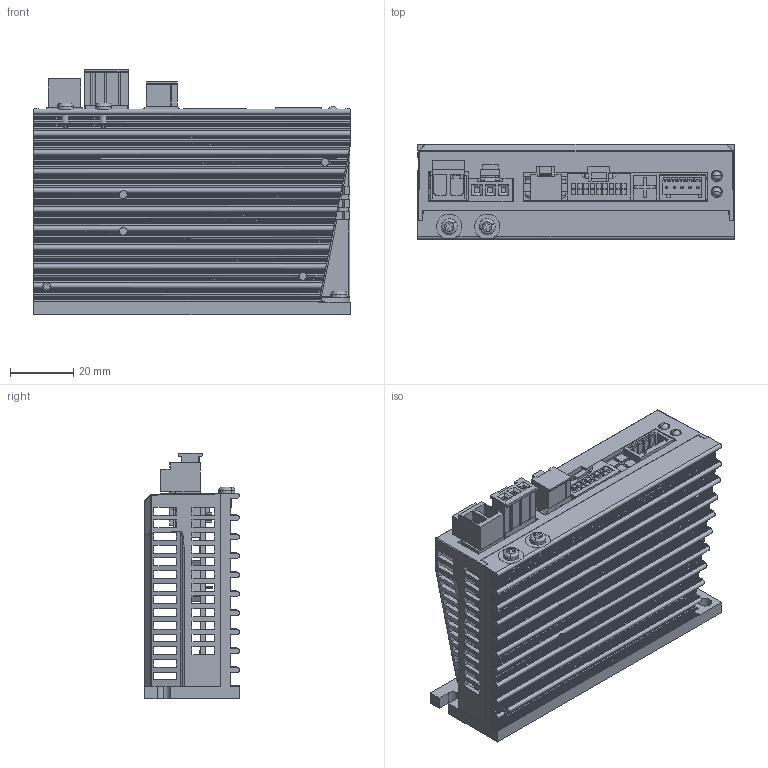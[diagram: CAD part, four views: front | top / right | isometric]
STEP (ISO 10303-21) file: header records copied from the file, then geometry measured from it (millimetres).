
FILE_DESCRIPTION (( 'STEP AP203' ), '1' );
FILE_NAME ('BLD-485.STEP', '2015-05-21T06:59:33', ( 'Leo_liu' ), ( '' ), 'SwSTEP 2.0', 'SolidWorks 2014', '' );
FILE_SCHEMA (( 'CONFIG_CONTROL_DESIGN' ));
Length unit declared in the file: millimetre
Products named in the file (1): BLD-485
Bounding box: 100 x 30 x 77.6 mm (x, y, z)
Surface area: 62599.9 mm2 (no closed solid volume)
Topology: 0 solids, 35 shells, 1652 faces, 5998 edges, 4319 vertices
Faces by surface type: plane 857, cylinder 765, torus 12, sphere 7, cone 6, bspline 5
Entity records: 66108 total; most frequent: CARTESIAN_POINT 16355, ORIENTED_EDGE 10192, DIRECTION 9538, EDGE_CURVE 5990, VERTEX_POINT 4315, LINE 4194, VECTOR 4194, AXIS2_PLACEMENT_3D 2672
